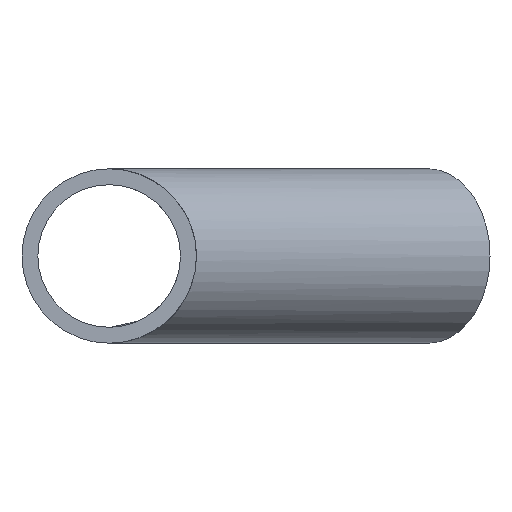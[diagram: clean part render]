
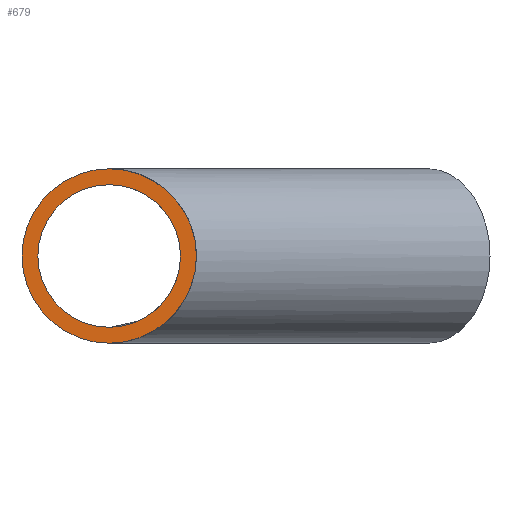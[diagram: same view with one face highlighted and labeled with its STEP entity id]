
A CAD part, front view. The second image highlights one B-rep face of the part: STEP entity #679.
In plain terms, the highlighted planar face has unit normal (0, -1, 0).
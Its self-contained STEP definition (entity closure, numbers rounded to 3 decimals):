
#293=CARTESIAN_POINT('',(-36.8,-136.,0.));
#294=VERTEX_POINT('',#293);
#301=CARTESIAN_POINT('',(0.,-136.,0.));
#302=DIRECTION('',(0.,1.,0.));
#303=DIRECTION('',(1.,0.,0.));
#304=AXIS2_PLACEMENT_3D('',#301,#302,#303);
#305=CIRCLE('',#304,36.8);
#306=EDGE_CURVE('',#294,#294,#305,.T.);
#617=CARTESIAN_POINT('',(-45.,-136.,0.));
#618=VERTEX_POINT('',#617);
#625=CARTESIAN_POINT('',(45.,-136.,0.));
#626=VERTEX_POINT('',#625);
#627=CARTESIAN_POINT('',(0.,-136.,0.));
#628=DIRECTION('',(0.,1.,0.));
#629=DIRECTION('',(1.,0.,0.));
#630=AXIS2_PLACEMENT_3D('',#627,#628,#629);
#631=CIRCLE('',#630,45.);
#632=EDGE_CURVE('',#618,#626,#631,.T.);
#634=EDGE_CURVE('',#626,#618,#631,.T.);
#667=ORIENTED_EDGE('',*,*,#634,.F.);
#668=ORIENTED_EDGE('',*,*,#632,.F.);
#669=EDGE_LOOP('',(#667,#668));
#670=FACE_OUTER_BOUND('',#669,.T.);
#671=ORIENTED_EDGE('',*,*,#306,.T.);
#672=EDGE_LOOP('',(#671));
#673=FACE_BOUND('',#672,.T.);
#674=CARTESIAN_POINT('',(0.,-136.,0.));
#675=DIRECTION('',(0.,1.,0.));
#676=DIRECTION('',(0.,0.,1.));
#677=AXIS2_PLACEMENT_3D('',#674,#675,#676);
#678=PLANE('',#677);
#679=ADVANCED_FACE('',(#670,#673),#678,.F.);
